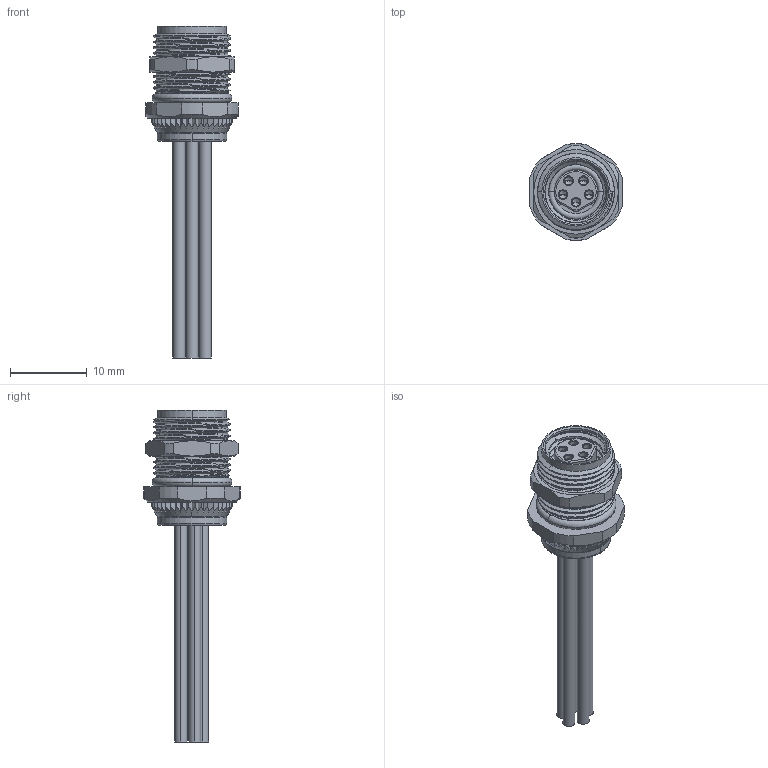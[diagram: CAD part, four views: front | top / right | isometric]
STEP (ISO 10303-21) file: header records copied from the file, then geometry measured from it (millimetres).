
FILE_DESCRIPTION((''),'2;1');
FILE_NAME('5P-K15556_5B_5_5','2025-09-14T',('gongcheng16'),(''),'PRO/ENGINEER BY PARAMETRIC TECHNOLOGY CORPORATION, 2010280','PRO/ENGINEER BY PARAMETRIC TECHNOLOGY CORPORATION, 2010280','');
FILE_SCHEMA(('CONFIG_CONTROL_DESIGN'));
Length unit declared in the file: millimetre
Products named in the file (1): 5P-K15556_5B_5_5
Bounding box: 12 x 12.6 x 43.2 mm (x, y, z)
Volume: 219.5 mm3; surface area: 3527.3 mm2
Topology: 1 solids, 16 shells, 657 faces, 1623 edges, 1016 vertices
Faces by surface type: cylinder 253, plane 237, cone 106, torus 38, bspline 21, sphere 2
Entity records: 25406 total; most frequent: CARTESIAN_POINT 9963, DIRECTION 3224, ORIENTED_EDGE 3206, EDGE_CURVE 1603, AXIS2_PLACEMENT_3D 1259, VERTEX_POINT 1016, EDGE_LOOP 723, VECTOR 706
